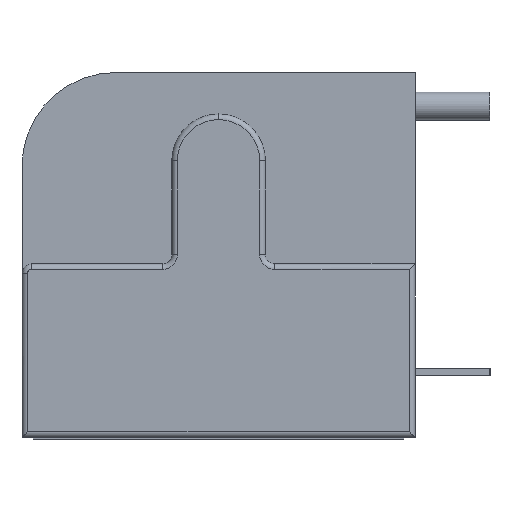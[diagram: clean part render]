
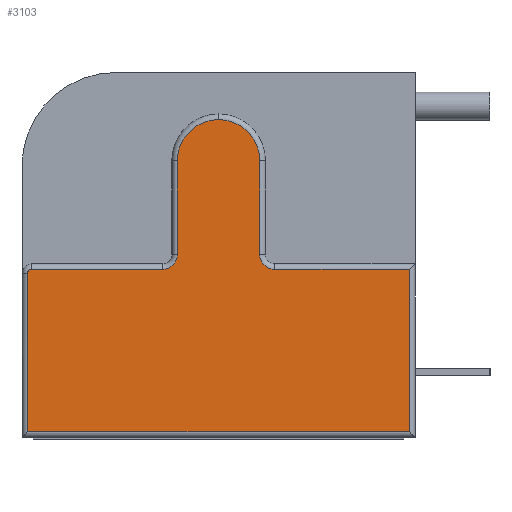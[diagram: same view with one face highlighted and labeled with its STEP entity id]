
A CAD part, left-side view. The second image highlights one B-rep face of the part: STEP entity #3103.
In plain terms, the highlighted planar face has unit normal (-1, 0, 0).
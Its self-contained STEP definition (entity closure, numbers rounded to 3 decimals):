
#18 = EDGE_CURVE ( 'NONE', #1306, #5232, #1409, .T. ) ;
#68 = AXIS2_PLACEMENT_3D ( 'NONE', #1072, #1598, #4878 ) ;
#87 = CARTESIAN_POINT ( 'NONE',  ( 0., 20.7, -10.72 ) ) ;
#90 = VECTOR ( 'NONE', #3588, 1000. ) ;
#211 = DIRECTION ( 'NONE',  ( 0., 1., 0. ) ) ;
#228 = EDGE_CURVE ( 'NONE', #1609, #1306, #1366, .T. ) ;
#286 = DIRECTION ( 'NONE',  ( -1., 0., 0. ) ) ;
#301 = CARTESIAN_POINT ( 'NONE',  ( 0., 20.5, -10.52 ) ) ;
#302 = CARTESIAN_POINT ( 'NONE',  ( 0., 20.7, -19.2 ) ) ;
#347 = CARTESIAN_POINT ( 'NONE',  ( 0., 10.5, -4.713 ) ) ;
#577 = DIRECTION ( 'NONE',  ( 0., 0., 1. ) ) ;
#703 = ORIENTED_EDGE ( 'NONE', *, *, #2304, .T. ) ;
#731 = CARTESIAN_POINT ( 'NONE',  ( 0., 8.3, -19.5 ) ) ;
#760 = DIRECTION ( 'NONE',  ( 0., 0., 1. ) ) ;
#813 = DIRECTION ( 'NONE',  ( 0., 0., 1. ) ) ;
#959 = VERTEX_POINT ( 'NONE', #302 ) ;
#1024 = ORIENTED_EDGE ( 'NONE', *, *, #5013, .T. ) ;
#1041 = VERTEX_POINT ( 'NONE', #3213 ) ;
#1072 = CARTESIAN_POINT ( 'NONE',  ( 0., 0., -19.5 ) ) ;
#1124 = ORIENTED_EDGE ( 'NONE', *, *, #4341, .T. ) ;
#1144 = ORIENTED_EDGE ( 'NONE', *, *, #1989, .T. ) ;
#1158 = AXIS2_PLACEMENT_3D ( 'NONE', #5192, #5688, #577 ) ;
#1194 = AXIS2_PLACEMENT_3D ( 'NONE', #4952, #4433, #2574 ) ;
#1228 = CARTESIAN_POINT ( 'NONE',  ( 0., 10.5, -4.713 ) ) ;
#1238 = AXIS2_PLACEMENT_3D ( 'NONE', #347, #3570, #813 ) ;
#1251 = VERTEX_POINT ( 'NONE', #4717 ) ;
#1306 = VERTEX_POINT ( 'NONE', #1986 ) ;
#1365 = CARTESIAN_POINT ( 'NONE',  ( 0., 12.7, -4.713 ) ) ;
#1366 = CIRCLE ( 'NONE', #1534, 2.2 ) ;
#1386 = CARTESIAN_POINT ( 'NONE',  ( 0., 0.3, -19.5 ) ) ;
#1409 = CIRCLE ( 'NONE', #1238, 2.2 ) ;
#1438 = EDGE_CURVE ( 'NONE', #2252, #4529, #3126, .T. ) ;
#1467 = VERTEX_POINT ( 'NONE', #4925 ) ;
#1469 = ORIENTED_EDGE ( 'NONE', *, *, #4250, .T. ) ;
#1523 = LINE ( 'NONE', #1386, #4661 ) ;
#1534 = AXIS2_PLACEMENT_3D ( 'NONE', #1228, #286, #760 ) ;
#1594 = VERTEX_POINT ( 'NONE', #4644 ) ;
#1598 = DIRECTION ( 'NONE',  ( -1., 0., 0. ) ) ;
#1609 = VERTEX_POINT ( 'NONE', #2228 ) ;
#1649 = ORIENTED_EDGE ( 'NONE', *, *, #5139, .T. ) ;
#1680 = EDGE_CURVE ( 'NONE', #1594, #1041, #1523, .T. ) ;
#1705 = ORIENTED_EDGE ( 'NONE', *, *, #228, .T. ) ;
#1828 = LINE ( 'NONE', #4124, #2864 ) ;
#1941 = VECTOR ( 'NONE', #2043, 1000. ) ;
#1986 = CARTESIAN_POINT ( 'NONE',  ( 0., 10.5, -2.513 ) ) ;
#1989 = EDGE_CURVE ( 'NONE', #4529, #3388, #3990, .T. ) ;
#2043 = DIRECTION ( 'NONE',  ( 0., 1., 0. ) ) ;
#2212 = CARTESIAN_POINT ( 'NONE',  ( 0., 20.7, -19.5 ) ) ;
#2228 = CARTESIAN_POINT ( 'NONE',  ( 0., 8.3, -4.713 ) ) ;
#2252 = VERTEX_POINT ( 'NONE', #5113 ) ;
#2304 = EDGE_CURVE ( 'NONE', #1251, #2252, #5709, .T. ) ;
#2574 = DIRECTION ( 'NONE',  ( 0., 0., 1. ) ) ;
#2707 = CIRCLE ( 'NONE', #1194, 0.8 ) ;
#2864 = VECTOR ( 'NONE', #3639, 1000. ) ;
#2991 = CARTESIAN_POINT ( 'NONE',  ( 0., 0., -10.52 ) ) ;
#3103 = ADVANCED_FACE ( 'NONE', ( #3817 ), #3370, .T. ) ;
#3126 = LINE ( 'NONE', #2991, #5036 ) ;
#3207 = ORIENTED_EDGE ( 'NONE', *, *, #5567, .T. ) ;
#3213 = CARTESIAN_POINT ( 'NONE',  ( 0., 0.3, -10.52 ) ) ;
#3321 = AXIS2_PLACEMENT_3D ( 'NONE', #3780, #3340, #3858 ) ;
#3340 = DIRECTION ( 'NONE',  ( 1., 0., 0. ) ) ;
#3370 = PLANE ( 'NONE',  #68 ) ;
#3388 = VERTEX_POINT ( 'NONE', #87 ) ;
#3495 = VECTOR ( 'NONE', #5531, 1000. ) ;
#3570 = DIRECTION ( 'NONE',  ( -1., 0., 0. ) ) ;
#3588 = DIRECTION ( 'NONE',  ( 0., 0., 1. ) ) ;
#3639 = DIRECTION ( 'NONE',  ( 0., -1., 0. ) ) ;
#3702 = LINE ( 'NONE', #2212, #3495 ) ;
#3780 = CARTESIAN_POINT ( 'NONE',  ( 0., 13.5, -9.72 ) ) ;
#3789 = DIRECTION ( 'NONE',  ( 0., 0., -1. ) ) ;
#3817 = FACE_OUTER_BOUND ( 'NONE', #4154, .T. ) ;
#3858 = DIRECTION ( 'NONE',  ( 0., 0., 1. ) ) ;
#3990 = CIRCLE ( 'NONE', #1158, 0.2 ) ;
#3991 = ORIENTED_EDGE ( 'NONE', *, *, #1680, .T. ) ;
#4008 = ORIENTED_EDGE ( 'NONE', *, *, #18, .T. ) ;
#4124 = CARTESIAN_POINT ( 'NONE',  ( 0., 0., -19.2 ) ) ;
#4154 = EDGE_LOOP ( 'NONE', ( #4478, #703, #5382, #1144, #1124, #1649, #3991, #1024, #3207, #1469, #1705, #4008 ) ) ;
#4250 = EDGE_CURVE ( 'NONE', #4696, #1609, #4523, .T. ) ;
#4341 = EDGE_CURVE ( 'NONE', #3388, #959, #3702, .T. ) ;
#4433 = DIRECTION ( 'NONE',  ( 1., 0., 0. ) ) ;
#4469 = VECTOR ( 'NONE', #3789, 1000. ) ;
#4478 = ORIENTED_EDGE ( 'NONE', *, *, #5359, .T. ) ;
#4523 = LINE ( 'NONE', #731, #90 ) ;
#4529 = VERTEX_POINT ( 'NONE', #301 ) ;
#4611 = LINE ( 'NONE', #5164, #4469 ) ;
#4644 = CARTESIAN_POINT ( 'NONE',  ( 0., 0.3, -19.2 ) ) ;
#4661 = VECTOR ( 'NONE', #5084, 1000. ) ;
#4668 = CARTESIAN_POINT ( 'NONE',  ( 0., 8.3, -9.72 ) ) ;
#4696 = VERTEX_POINT ( 'NONE', #4668 ) ;
#4717 = CARTESIAN_POINT ( 'NONE',  ( 0., 12.7, -9.72 ) ) ;
#4878 = DIRECTION ( 'NONE',  ( 0., 0., 1. ) ) ;
#4922 = CARTESIAN_POINT ( 'NONE',  ( 0., 0., -10.52 ) ) ;
#4925 = CARTESIAN_POINT ( 'NONE',  ( 0., 7.5, -10.52 ) ) ;
#4952 = CARTESIAN_POINT ( 'NONE',  ( 0., 7.5, -9.72 ) ) ;
#5013 = EDGE_CURVE ( 'NONE', #1041, #1467, #5175, .T. ) ;
#5036 = VECTOR ( 'NONE', #211, 1000. ) ;
#5084 = DIRECTION ( 'NONE',  ( 0., 0., 1. ) ) ;
#5113 = CARTESIAN_POINT ( 'NONE',  ( 0., 13.5, -10.52 ) ) ;
#5139 = EDGE_CURVE ( 'NONE', #959, #1594, #1828, .T. ) ;
#5164 = CARTESIAN_POINT ( 'NONE',  ( 0., 12.7, -19.5 ) ) ;
#5175 = LINE ( 'NONE', #4922, #1941 ) ;
#5192 = CARTESIAN_POINT ( 'NONE',  ( 0., 20.5, -10.72 ) ) ;
#5232 = VERTEX_POINT ( 'NONE', #1365 ) ;
#5359 = EDGE_CURVE ( 'NONE', #5232, #1251, #4611, .T. ) ;
#5382 = ORIENTED_EDGE ( 'NONE', *, *, #1438, .T. ) ;
#5531 = DIRECTION ( 'NONE',  ( 0., 0., -1. ) ) ;
#5567 = EDGE_CURVE ( 'NONE', #1467, #4696, #2707, .T. ) ;
#5688 = DIRECTION ( 'NONE',  ( -1., 0., 0. ) ) ;
#5709 = CIRCLE ( 'NONE', #3321, 0.8 ) ;
